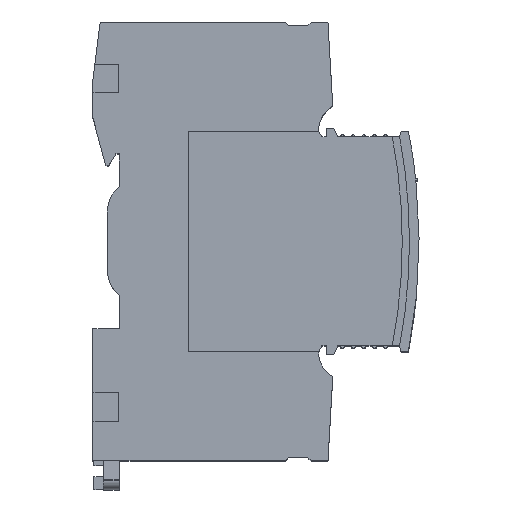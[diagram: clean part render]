
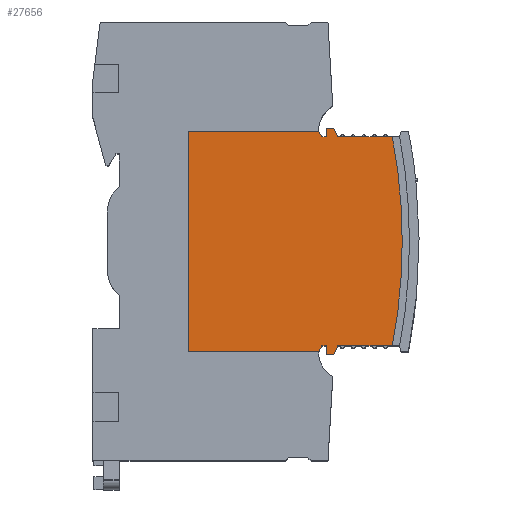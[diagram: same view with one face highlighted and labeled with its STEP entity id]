
A CAD part, top view. The second image highlights one B-rep face of the part: STEP entity #27656.
In plain terms, the highlighted planar face has unit normal (0, 0, 1).
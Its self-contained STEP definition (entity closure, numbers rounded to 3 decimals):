
#298 = ORIENTED_EDGE ( 'NONE', *, *, #17610, .T. ) ;
#368 = VERTEX_POINT ( 'NONE', #36809 ) ;
#864 = FACE_OUTER_BOUND ( 'NONE', #3379, .T. ) ;
#942 = VECTOR ( 'NONE', #33252, 1000. ) ;
#1752 = LINE ( 'NONE', #5719, #41543 ) ;
#2203 = DIRECTION ( 'NONE',  ( -1., 0., 0. ) ) ;
#2281 = LINE ( 'NONE', #30530, #27507 ) ;
#2755 = EDGE_CURVE ( 'NONE', #39261, #368, #1752, .T. ) ;
#3132 = CARTESIAN_POINT ( 'NONE',  ( 50.993, 23.95, 54. ) ) ;
#3379 = EDGE_LOOP ( 'NONE', ( #31246, #41567, #13127, #17732, #298, #41937, #17459, #35922, #33542, #40929, #30539, #33909, #23464, #19302, #46549, #25456, #9300 ) ) ;
#3410 = CIRCLE ( 'NONE', #19196, 116.485 ) ;
#4223 = CARTESIAN_POINT ( 'NONE',  ( 20., 68.75, 54. ) ) ;
#4819 = DIRECTION ( 'NONE',  ( 1., 0., 0. ) ) ;
#5719 = CARTESIAN_POINT ( 'NONE',  ( 50.993, 67.55, 54. ) ) ;
#6275 = CARTESIAN_POINT ( 'NONE',  ( 48.7, 67.55, 54. ) ) ;
#6531 = CARTESIAN_POINT ( 'NONE',  ( 47.007, 22.75, 54. ) ) ;
#6932 = EDGE_CURVE ( 'NONE', #26733, #44756, #14072, .T. ) ;
#7359 = CARTESIAN_POINT ( 'NONE',  ( 47.007, 68.75, 54. ) ) ;
#7655 = LINE ( 'NONE', #36381, #28260 ) ;
#7911 = VECTOR ( 'NONE', #44539, 1000. ) ;
#7993 = CARTESIAN_POINT ( 'NONE',  ( 48.7, 69.25, 54. ) ) ;
#8199 = CARTESIAN_POINT ( 'NONE',  ( 64.485, 45.75, 54. ) ) ;
#8301 = VERTEX_POINT ( 'NONE', #18925 ) ;
#8600 = VECTOR ( 'NONE', #23682, 1000. ) ;
#8829 = DIRECTION ( 'NONE',  ( 0., 0., 1. ) ) ;
#9123 = DIRECTION ( 'NONE',  ( -1., 0., 0. ) ) ;
#9234 = EDGE_CURVE ( 'NONE', #34948, #12954, #16280, .T. ) ;
#9300 = ORIENTED_EDGE ( 'NONE', *, *, #19614, .F. ) ;
#9363 = CARTESIAN_POINT ( 'NONE',  ( -52., 45.75, 54. ) ) ;
#9891 = CARTESIAN_POINT ( 'NONE',  ( 48.7, 67.55, 54. ) ) ;
#10044 = LINE ( 'NONE', #6275, #33761 ) ;
#10235 = DIRECTION ( 'NONE',  ( -0.5, 0.866, 0. ) ) ;
#10397 = EDGE_CURVE ( 'NONE', #8301, #34948, #19965, .T. ) ;
#11262 = VERTEX_POINT ( 'NONE', #9891 ) ;
#11737 = AXIS2_PLACEMENT_3D ( 'NONE', #37314, #8829, #26744 ) ;
#11802 = LINE ( 'NONE', #22873, #7911 ) ;
#12413 = EDGE_CURVE ( 'NONE', #25839, #44898, #2281, .T. ) ;
#12465 = EDGE_CURVE ( 'NONE', #39261, #41128, #3410, .T. ) ;
#12954 = VERTEX_POINT ( 'NONE', #38696 ) ;
#13127 = ORIENTED_EDGE ( 'NONE', *, *, #31333, .T. ) ;
#13197 = LINE ( 'NONE', #19307, #37682 ) ;
#13783 = VERTEX_POINT ( 'NONE', #36843 ) ;
#14072 = LINE ( 'NONE', #24688, #44212 ) ;
#14211 = EDGE_CURVE ( 'NONE', #44898, #40104, #32039, .T. ) ;
#14918 = VECTOR ( 'NONE', #35051, 1000. ) ;
#15830 = CARTESIAN_POINT ( 'NONE',  ( 47.7, 67.55, 54. ) ) ;
#16280 = LINE ( 'NONE', #18259, #28645 ) ;
#17459 = ORIENTED_EDGE ( 'NONE', *, *, #35431, .T. ) ;
#17610 = EDGE_CURVE ( 'NONE', #26268, #11262, #10044, .T. ) ;
#17732 = ORIENTED_EDGE ( 'NONE', *, *, #35946, .T. ) ;
#18259 = CARTESIAN_POINT ( 'NONE',  ( 50.993, 23.95, 54. ) ) ;
#18925 = CARTESIAN_POINT ( 'NONE',  ( 50.2, 22.25, 54. ) ) ;
#19060 = VERTEX_POINT ( 'NONE', #34189 ) ;
#19196 = AXIS2_PLACEMENT_3D ( 'NONE', #9363, #19439, #22998 ) ;
#19302 = ORIENTED_EDGE ( 'NONE', *, *, #28965, .T. ) ;
#19307 = CARTESIAN_POINT ( 'NONE',  ( 50.2, 69.25, 54. ) ) ;
#19439 = DIRECTION ( 'NONE',  ( 0., 0., -1. ) ) ;
#19614 = EDGE_CURVE ( 'NONE', #41128, #12954, #43132, .T. ) ;
#19965 = LINE ( 'NONE', #30831, #25528 ) ;
#19980 = CARTESIAN_POINT ( 'NONE',  ( 62.427, 67.55, 54. ) ) ;
#21701 = DIRECTION ( 'NONE',  ( 0., -1., 0. ) ) ;
#22286 = PLANE ( 'NONE',  #11737 ) ;
#22829 = AXIS2_PLACEMENT_3D ( 'NONE', #37088, #29577, #29794 ) ;
#22873 = CARTESIAN_POINT ( 'NONE',  ( 48.7, 23.95, 54. ) ) ;
#22998 = DIRECTION ( 'NONE',  ( 1., 0., 0. ) ) ;
#23064 = CARTESIAN_POINT ( 'NONE',  ( 20., 22.75, 54. ) ) ;
#23464 = ORIENTED_EDGE ( 'NONE', *, *, #37111, .T. ) ;
#23682 = DIRECTION ( 'NONE',  ( -1., 0., 0. ) ) ;
#24688 = CARTESIAN_POINT ( 'NONE',  ( 47.007, 22.75, 54. ) ) ;
#24891 = DIRECTION ( 'NONE',  ( 0., -1., 0. ) ) ;
#25456 = ORIENTED_EDGE ( 'NONE', *, *, #9234, .T. ) ;
#25528 = VECTOR ( 'NONE', #34332, 1000. ) ;
#25839 = VERTEX_POINT ( 'NONE', #7359 ) ;
#26268 = VERTEX_POINT ( 'NONE', #7993 ) ;
#26654 = DIRECTION ( 'NONE',  ( -0.423, 0.906, 0. ) ) ;
#26733 = VERTEX_POINT ( 'NONE', #6531 ) ;
#26744 = DIRECTION ( 'NONE',  ( 1., 0., 0. ) ) ;
#26878 = DIRECTION ( 'NONE',  ( 1., 0., 0. ) ) ;
#26898 = LINE ( 'NONE', #41272, #43877 ) ;
#27083 = CARTESIAN_POINT ( 'NONE',  ( 47.7, 23.95, 54. ) ) ;
#27507 = VECTOR ( 'NONE', #9123, 1000. ) ;
#27656 = ADVANCED_FACE ( 'NONE', ( #864 ), #22286, .T. ) ;
#28260 = VECTOR ( 'NONE', #4819, 1000. ) ;
#28406 = DIRECTION ( 'NONE',  ( 0.5, 0.866, 0. ) ) ;
#28410 = LINE ( 'NONE', #38318, #14918 ) ;
#28645 = VECTOR ( 'NONE', #26878, 1000. ) ;
#28965 = EDGE_CURVE ( 'NONE', #13783, #8301, #28410, .T. ) ;
#29577 = DIRECTION ( 'NONE',  ( 0., 0., -1. ) ) ;
#29794 = DIRECTION ( 'NONE',  ( 1., 0., 0. ) ) ;
#30530 = CARTESIAN_POINT ( 'NONE',  ( 20., 68.75, 54. ) ) ;
#30539 = ORIENTED_EDGE ( 'NONE', *, *, #6932, .T. ) ;
#30831 = CARTESIAN_POINT ( 'NONE',  ( 50.2, 22.25, 54. ) ) ;
#30860 = CARTESIAN_POINT ( 'NONE',  ( 20., 68.75, 54. ) ) ;
#31215 = LINE ( 'NONE', #45576, #39333 ) ;
#31246 = ORIENTED_EDGE ( 'NONE', *, *, #12465, .F. ) ;
#31333 = EDGE_CURVE ( 'NONE', #368, #40260, #13197, .T. ) ;
#32039 = LINE ( 'NONE', #4223, #36720 ) ;
#33252 = DIRECTION ( 'NONE',  ( -1., 0., 0. ) ) ;
#33542 = ORIENTED_EDGE ( 'NONE', *, *, #14211, .T. ) ;
#33761 = VECTOR ( 'NONE', #24891, 1000. ) ;
#33909 = ORIENTED_EDGE ( 'NONE', *, *, #35596, .T. ) ;
#34189 = CARTESIAN_POINT ( 'NONE',  ( 47.7, 67.55, 54. ) ) ;
#34332 = DIRECTION ( 'NONE',  ( 0.423, 0.906, 0. ) ) ;
#34948 = VERTEX_POINT ( 'NONE', #3132 ) ;
#35051 = DIRECTION ( 'NONE',  ( 1., 0., 0. ) ) ;
#35431 = EDGE_CURVE ( 'NONE', #19060, #25839, #31215, .T. ) ;
#35596 = EDGE_CURVE ( 'NONE', #44756, #46160, #26898, .T. ) ;
#35922 = ORIENTED_EDGE ( 'NONE', *, *, #12413, .T. ) ;
#35946 = EDGE_CURVE ( 'NONE', #40260, #26268, #41083, .T. ) ;
#36381 = CARTESIAN_POINT ( 'NONE',  ( 20., 22.75, 54. ) ) ;
#36720 = VECTOR ( 'NONE', #21701, 1000. ) ;
#36809 = CARTESIAN_POINT ( 'NONE',  ( 50.993, 67.55, 54. ) ) ;
#36843 = CARTESIAN_POINT ( 'NONE',  ( 48.7, 22.25, 54. ) ) ;
#37088 = CARTESIAN_POINT ( 'NONE',  ( -52., 45.75, 54. ) ) ;
#37111 = EDGE_CURVE ( 'NONE', #46160, #13783, #11802, .T. ) ;
#37310 = CARTESIAN_POINT ( 'NONE',  ( 48.7, 23.95, 54. ) ) ;
#37314 = CARTESIAN_POINT ( 'NONE',  ( -52., 45.75, 54. ) ) ;
#37682 = VECTOR ( 'NONE', #26654, 1000. ) ;
#38318 = CARTESIAN_POINT ( 'NONE',  ( 48.7, 22.25, 54. ) ) ;
#38544 = EDGE_CURVE ( 'NONE', #40104, #26733, #7655, .T. ) ;
#38696 = CARTESIAN_POINT ( 'NONE',  ( 62.427, 23.95, 54. ) ) ;
#39261 = VERTEX_POINT ( 'NONE', #19980 ) ;
#39333 = VECTOR ( 'NONE', #10235, 1000. ) ;
#40104 = VERTEX_POINT ( 'NONE', #23064 ) ;
#40260 = VERTEX_POINT ( 'NONE', #45252 ) ;
#40538 = LINE ( 'NONE', #15830, #942 ) ;
#40929 = ORIENTED_EDGE ( 'NONE', *, *, #38544, .T. ) ;
#41083 = LINE ( 'NONE', #43775, #8600 ) ;
#41128 = VERTEX_POINT ( 'NONE', #8199 ) ;
#41272 = CARTESIAN_POINT ( 'NONE',  ( 47.7, 23.95, 54. ) ) ;
#41543 = VECTOR ( 'NONE', #2203, 1000. ) ;
#41567 = ORIENTED_EDGE ( 'NONE', *, *, #2755, .T. ) ;
#41937 = ORIENTED_EDGE ( 'NONE', *, *, #42859, .T. ) ;
#42859 = EDGE_CURVE ( 'NONE', #11262, #19060, #40538, .T. ) ;
#43132 = CIRCLE ( 'NONE', #22829, 116.485 ) ;
#43775 = CARTESIAN_POINT ( 'NONE',  ( 48.7, 69.25, 54. ) ) ;
#43877 = VECTOR ( 'NONE', #45039, 1000. ) ;
#44212 = VECTOR ( 'NONE', #28406, 1000. ) ;
#44539 = DIRECTION ( 'NONE',  ( 0., -1., 0. ) ) ;
#44756 = VERTEX_POINT ( 'NONE', #27083 ) ;
#44898 = VERTEX_POINT ( 'NONE', #30860 ) ;
#45039 = DIRECTION ( 'NONE',  ( 1., 0., 0. ) ) ;
#45252 = CARTESIAN_POINT ( 'NONE',  ( 50.2, 69.25, 54. ) ) ;
#45576 = CARTESIAN_POINT ( 'NONE',  ( 47.007, 68.75, 54. ) ) ;
#46160 = VERTEX_POINT ( 'NONE', #37310 ) ;
#46549 = ORIENTED_EDGE ( 'NONE', *, *, #10397, .T. ) ;
